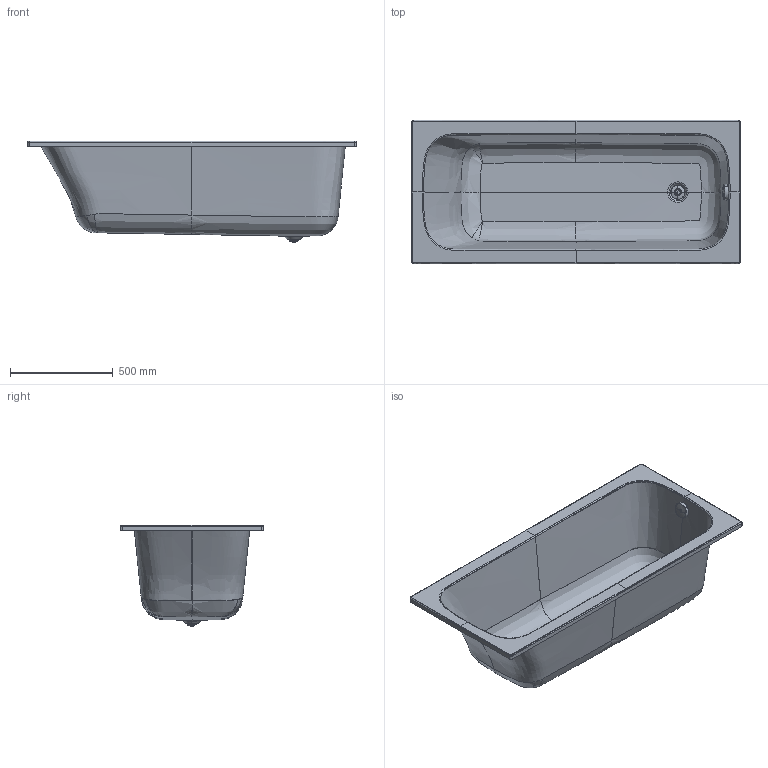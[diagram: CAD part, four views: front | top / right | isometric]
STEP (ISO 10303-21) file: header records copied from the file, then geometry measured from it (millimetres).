
FILE_DESCRIPTION(/* description */ (''),/* implementation_level */ '2;1');
FILE_NAME(/* name */ '700610',/* time_stamp */ '2022-10-25T11:40:30+02:00',/* author */ (''),/* organization */ (''),/* preprocessor_version */ 'ST-DEVELOPER v15',/* originating_system */ '',/* authorisation */ '');
FILE_SCHEMA (('AUTOMOTIVE_DESIGN'));
Length unit declared in the file: millimetre
Products named in the file (1): Document
Bounding box: 1600 x 700 x 496.47 mm (x, y, z)
Volume: 10318625.9 mm3; surface area: 4970265.2 mm2
Topology: 4 solids, 4 shells, 388 faces, 985 edges, 578 vertices
Faces by surface type: bspline 289, plane 99
Entity records: 69522 total; most frequent: CARTESIAN_POINT 63894, ORIENTED_EDGE 1954, EDGE_CURVE 977, VERTEX_POINT 578, B_SPLINE_CURVE_WITH_KNOTS 558, EDGE_LOOP 401, ADVANCED_FACE 388, FACE_OUTER_BOUND 388
